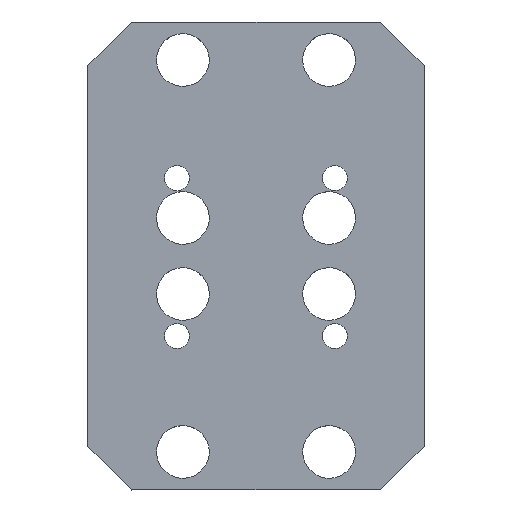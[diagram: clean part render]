
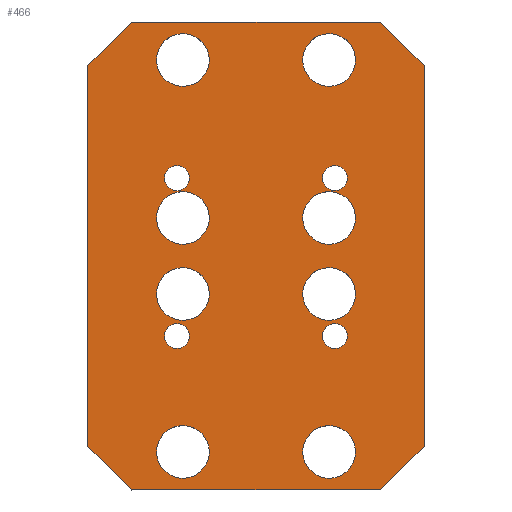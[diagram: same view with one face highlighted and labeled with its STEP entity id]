
A CAD part, top view. The second image highlights one B-rep face of the part: STEP entity #466.
In plain terms, the highlighted planar face has unit normal (0, 0, 1).
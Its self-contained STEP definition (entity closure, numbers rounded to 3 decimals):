
#27=FACE_BOUND('',#105,.T.);
#28=FACE_BOUND('',#106,.T.);
#29=FACE_BOUND('',#107,.T.);
#30=FACE_BOUND('',#108,.T.);
#31=FACE_BOUND('',#109,.T.);
#32=FACE_BOUND('',#110,.T.);
#33=FACE_BOUND('',#111,.T.);
#34=FACE_BOUND('',#112,.T.);
#35=FACE_BOUND('',#113,.T.);
#36=FACE_BOUND('',#114,.T.);
#37=FACE_BOUND('',#115,.T.);
#38=FACE_BOUND('',#116,.T.);
#48=PLANE('',#526);
#70=FACE_OUTER_BOUND('',#104,.T.);
#104=EDGE_LOOP('',(#413,#414,#415,#416,#417,#418,#419,#420));
#105=EDGE_LOOP('',(#421));
#106=EDGE_LOOP('',(#422));
#107=EDGE_LOOP('',(#423));
#108=EDGE_LOOP('',(#424));
#109=EDGE_LOOP('',(#425));
#110=EDGE_LOOP('',(#426));
#111=EDGE_LOOP('',(#427));
#112=EDGE_LOOP('',(#428));
#113=EDGE_LOOP('',(#429));
#114=EDGE_LOOP('',(#430));
#115=EDGE_LOOP('',(#431));
#116=EDGE_LOOP('',(#432));
#123=LINE('',#689,#159);
#127=LINE('',#696,#163);
#134=LINE('',#728,#170);
#137=LINE('',#733,#173);
#139=LINE('',#737,#175);
#142=LINE('',#742,#178);
#143=LINE('',#744,#179);
#144=LINE('',#746,#180);
#159=VECTOR('',#561,10.);
#163=VECTOR('',#567,10.);
#170=VECTOR('',#594,10.);
#173=VECTOR('',#599,10.);
#175=VECTOR('',#603,10.);
#178=VECTOR('',#608,10.);
#179=VECTOR('',#611,10.);
#180=VECTOR('',#614,10.);
#189=CIRCLE('',#482,4.263);
#191=CIRCLE('',#485,4.263);
#193=CIRCLE('',#488,4.263);
#195=CIRCLE('',#491,4.263);
#205=CIRCLE('',#511,9.);
#206=CIRCLE('',#513,9.);
#207=CIRCLE('',#515,9.);
#208=CIRCLE('',#517,9.);
#209=CIRCLE('',#519,9.);
#210=CIRCLE('',#521,9.);
#211=CIRCLE('',#523,9.);
#212=CIRCLE('',#525,9.);
#213=VERTEX_POINT('',#659);
#215=VERTEX_POINT('',#665);
#217=VERTEX_POINT('',#671);
#219=VERTEX_POINT('',#677);
#223=VERTEX_POINT('',#686);
#224=VERTEX_POINT('',#688);
#226=VERTEX_POINT('',#694);
#240=VERTEX_POINT('',#726);
#241=VERTEX_POINT('',#727);
#242=VERTEX_POINT('',#732);
#243=VERTEX_POINT('',#736);
#244=VERTEX_POINT('',#740);
#245=VERTEX_POINT('',#748);
#246=VERTEX_POINT('',#752);
#247=VERTEX_POINT('',#756);
#248=VERTEX_POINT('',#760);
#249=VERTEX_POINT('',#764);
#250=VERTEX_POINT('',#768);
#251=VERTEX_POINT('',#772);
#252=VERTEX_POINT('',#776);
#253=EDGE_CURVE('',#213,#213,#189,.T.);
#256=EDGE_CURVE('',#215,#215,#191,.T.);
#259=EDGE_CURVE('',#217,#217,#193,.T.);
#262=EDGE_CURVE('',#219,#219,#195,.T.);
#267=EDGE_CURVE('',#223,#224,#123,.T.);
#271=EDGE_CURVE('',#223,#226,#127,.T.);
#286=EDGE_CURVE('',#240,#241,#134,.T.);
#289=EDGE_CURVE('',#242,#241,#137,.T.);
#291=EDGE_CURVE('',#242,#243,#139,.T.);
#294=EDGE_CURVE('',#244,#226,#142,.T.);
#295=EDGE_CURVE('',#240,#224,#143,.F.);
#296=EDGE_CURVE('',#244,#243,#144,.F.);
#298=EDGE_CURVE('',#245,#245,#205,.T.);
#300=EDGE_CURVE('',#246,#246,#206,.T.);
#302=EDGE_CURVE('',#247,#247,#207,.T.);
#304=EDGE_CURVE('',#248,#248,#208,.T.);
#306=EDGE_CURVE('',#249,#249,#209,.T.);
#308=EDGE_CURVE('',#250,#250,#210,.T.);
#310=EDGE_CURVE('',#251,#251,#211,.T.);
#312=EDGE_CURVE('',#252,#252,#212,.T.);
#413=ORIENTED_EDGE('',*,*,#267,.F.);
#414=ORIENTED_EDGE('',*,*,#271,.T.);
#415=ORIENTED_EDGE('',*,*,#294,.F.);
#416=ORIENTED_EDGE('',*,*,#296,.T.);
#417=ORIENTED_EDGE('',*,*,#291,.F.);
#418=ORIENTED_EDGE('',*,*,#289,.T.);
#419=ORIENTED_EDGE('',*,*,#286,.F.);
#420=ORIENTED_EDGE('',*,*,#295,.T.);
#421=ORIENTED_EDGE('',*,*,#253,.T.);
#422=ORIENTED_EDGE('',*,*,#256,.T.);
#423=ORIENTED_EDGE('',*,*,#259,.T.);
#424=ORIENTED_EDGE('',*,*,#262,.T.);
#425=ORIENTED_EDGE('',*,*,#312,.F.);
#426=ORIENTED_EDGE('',*,*,#310,.F.);
#427=ORIENTED_EDGE('',*,*,#308,.F.);
#428=ORIENTED_EDGE('',*,*,#306,.F.);
#429=ORIENTED_EDGE('',*,*,#304,.F.);
#430=ORIENTED_EDGE('',*,*,#302,.F.);
#431=ORIENTED_EDGE('',*,*,#300,.F.);
#432=ORIENTED_EDGE('',*,*,#298,.F.);
#466=ADVANCED_FACE('',(#70,#27,#28,#29,#30,#31,#32,#33,#34,#35,#36,#37,
#38),#48,.T.);
#482=AXIS2_PLACEMENT_3D('',#660,#531,#532);
#485=AXIS2_PLACEMENT_3D('',#666,#538,#539);
#488=AXIS2_PLACEMENT_3D('',#672,#545,#546);
#491=AXIS2_PLACEMENT_3D('',#678,#552,#553);
#511=AXIS2_PLACEMENT_3D('',#750,#618,#619);
#513=AXIS2_PLACEMENT_3D('',#754,#623,#624);
#515=AXIS2_PLACEMENT_3D('',#758,#628,#629);
#517=AXIS2_PLACEMENT_3D('',#762,#633,#634);
#519=AXIS2_PLACEMENT_3D('',#766,#638,#639);
#521=AXIS2_PLACEMENT_3D('',#770,#643,#644);
#523=AXIS2_PLACEMENT_3D('',#774,#648,#649);
#525=AXIS2_PLACEMENT_3D('',#778,#653,#654);
#526=AXIS2_PLACEMENT_3D('',#779,#655,#656);
#531=DIRECTION('center_axis',(0.,0.,
-1.));
#532=DIRECTION('ref_axis',(1.,0.,0.));
#538=DIRECTION('center_axis',(0.,0.,
-1.));
#539=DIRECTION('ref_axis',(1.,0.,0.));
#545=DIRECTION('center_axis',(0.,0.,
-1.));
#546=DIRECTION('ref_axis',(1.,0.,0.));
#552=DIRECTION('center_axis',(0.,0.,
-1.));
#553=DIRECTION('ref_axis',(1.,0.,0.));
#561=DIRECTION('',(0.707,-0.707,0.));
#567=DIRECTION('',(-1.,0.,0.));
#594=DIRECTION('',(-0.707,-0.707,0.));
#599=DIRECTION('',(1.,0.,0.));
#603=DIRECTION('',(-0.707,0.707,0.));
#608=DIRECTION('',(0.707,0.707,0.));
#611=DIRECTION('',(0.,-1.,0.));
#614=DIRECTION('',(0.,1.,0.));
#618=DIRECTION('center_axis',(0.,0.,
1.));
#619=DIRECTION('ref_axis',(-0.998,-0.056,0.));
#623=DIRECTION('center_axis',(0.,0.,
1.));
#624=DIRECTION('ref_axis',(-0.998,-0.056,0.));
#628=DIRECTION('center_axis',(0.,0.,
1.));
#629=DIRECTION('ref_axis',(-0.998,-0.056,0.));
#633=DIRECTION('center_axis',(0.,0.,
1.));
#634=DIRECTION('ref_axis',(-0.998,-0.056,0.));
#638=DIRECTION('center_axis',(0.,0.,
1.));
#639=DIRECTION('ref_axis',(-0.998,-0.056,0.));
#643=DIRECTION('center_axis',(0.,0.,
1.));
#644=DIRECTION('ref_axis',(-0.998,-0.056,0.));
#648=DIRECTION('center_axis',(0.,0.,
1.));
#649=DIRECTION('ref_axis',(-0.998,-0.056,0.));
#653=DIRECTION('center_axis',(0.,0.,
1.));
#654=DIRECTION('ref_axis',(-0.998,-0.056,0.));
#655=DIRECTION('center_axis',(0.,0.,
1.));
#656=DIRECTION('ref_axis',(-0.998,-0.056,0.));
#659=CARTESIAN_POINT('',(-603.263,1040.,76.598));
#660=CARTESIAN_POINT('Origin',(-599.,1040.,76.598));
#665=CARTESIAN_POINT('',(-549.263,1040.,76.598));
#666=CARTESIAN_POINT('Origin',(-545.,1040.,76.598));
#671=CARTESIAN_POINT('',(-603.263,986.,76.598));
#672=CARTESIAN_POINT('Origin',(-599.,986.,76.598));
#677=CARTESIAN_POINT('',(-549.263,986.,76.598));
#678=CARTESIAN_POINT('Origin',(-545.,986.,76.598));
#686=CARTESIAN_POINT('',(-529.483,1093.37,76.598));
#688=CARTESIAN_POINT('',(-514.483,1078.37,76.598));
#689=CARTESIAN_POINT('',(-516.358,1080.245,76.598));
#694=CARTESIAN_POINT('',(-614.483,1093.37,76.598));
#696=CARTESIAN_POINT('',(-519.483,1093.37,76.598));
#726=CARTESIAN_POINT('',(-514.483,948.37,76.598));
#727=CARTESIAN_POINT('',(-529.483,933.37,76.598));
#728=CARTESIAN_POINT('',(-516.358,946.495,76.598));
#732=CARTESIAN_POINT('',(-614.483,933.37,76.598));
#733=CARTESIAN_POINT('',(-624.483,933.37,76.598));
#736=CARTESIAN_POINT('',(-629.483,948.37,76.598));
#737=CARTESIAN_POINT('',(-627.608,946.495,76.598));
#740=CARTESIAN_POINT('',(-629.483,1078.37,76.598));
#742=CARTESIAN_POINT('',(-627.608,1080.245,76.598));
#744=CARTESIAN_POINT('',(-514.483,1048.37,76.598));
#746=CARTESIAN_POINT('',(-629.483,978.37,76.598));
#748=CARTESIAN_POINT('',(-537.996,946.87,76.598));
#750=CARTESIAN_POINT('Origin',(-546.983,946.37,76.598));
#752=CARTESIAN_POINT('',(-587.996,946.87,76.598));
#754=CARTESIAN_POINT('Origin',(-596.983,946.37,76.598));
#756=CARTESIAN_POINT('',(-537.996,1000.87,76.598));
#758=CARTESIAN_POINT('Origin',(-546.983,1000.37,76.598));
#760=CARTESIAN_POINT('',(-587.996,1000.87,76.598));
#762=CARTESIAN_POINT('Origin',(-596.983,1000.37,76.598));
#764=CARTESIAN_POINT('',(-587.996,1026.87,76.598));
#766=CARTESIAN_POINT('Origin',(-596.983,1026.37,76.598));
#768=CARTESIAN_POINT('',(-537.996,1080.87,76.598));
#770=CARTESIAN_POINT('Origin',(-546.983,1080.37,76.598));
#772=CARTESIAN_POINT('',(-587.996,1080.87,76.598));
#774=CARTESIAN_POINT('Origin',(-596.983,1080.37,76.598));
#776=CARTESIAN_POINT('',(-537.996,1026.87,76.598));
#778=CARTESIAN_POINT('Origin',(-546.983,1026.37,76.598));
#779=CARTESIAN_POINT('Origin',(-571.983,1013.37,76.598));
